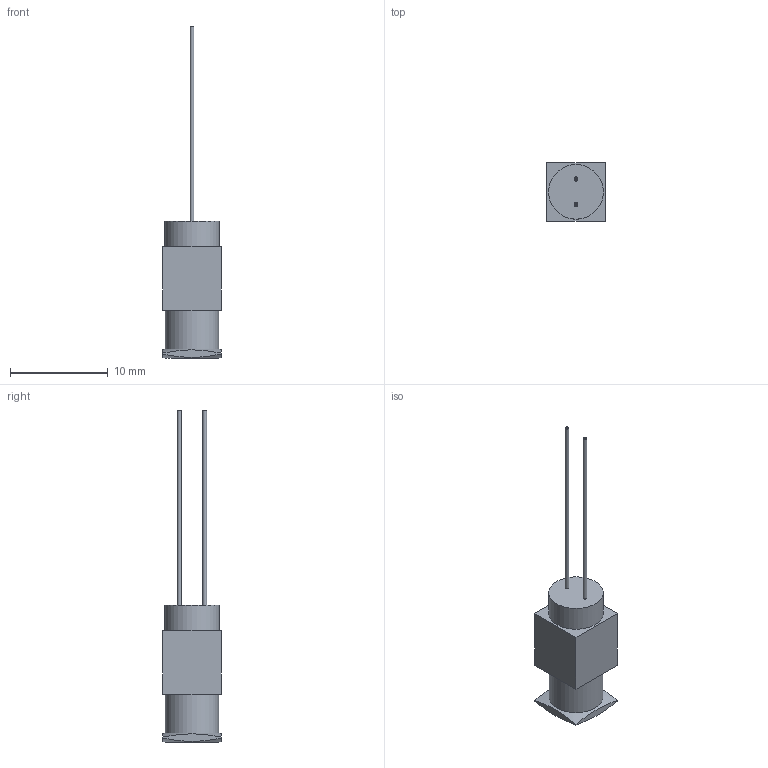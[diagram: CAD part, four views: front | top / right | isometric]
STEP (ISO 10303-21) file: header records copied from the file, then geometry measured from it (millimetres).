
FILE_DESCRIPTION(/* description */ ('Unknown','CAx-IF Rec.Pracs.---Representation and Presentation of Product Manufacturing Information (PMI)---4.0---2014-10-13','CAx-IF Rec.Pracs.---3D Tessellated Geometry---0.4---2014-09-14','2;1'),/* implementation_level */ '2;1');
FILE_NAME(/* name */ '501581_Dosiernadel_Vollmetall',/* time_stamp */ '2024-05-23T10:55:34+02:00',/* author */ ('Unknown'),/* organization */ ('Unknown'),/* preprocessor_version */ 'ST-DEVELOPER v19.4',/* originating_system */ 'Solid Edge',/* authorisation */ 'Unknown');
FILE_SCHEMA (('AP242_MANAGED_MODEL_BASED_3D_ENGINEERING_MIM_LF { 1 0 10303 442 1 1 4 }'));
Length unit declared in the file: millimetre
Products named in the file (1): 501581_Dosiernadel_Vollmetall
Bounding box: 6 x 6 x 34 mm (x, y, z)
Volume: 309.9 mm3; surface area: 574.5 mm2
Topology: 1 solids, 1 shells, 25 faces, 55 edges, 37 vertices
Faces by surface type: plane 15, cylinder 7, cone 3
Full cylindrical faces by diameter (mm): 0.2 x2, 0.4 x2, 3.91 x1, 5.5 x1, 5.6 x1
Entity records: 650 total; most frequent: CARTESIAN_POINT 131, DIRECTION 102, ORIENTED_EDGE 80, EDGE_LOOP 44, FACE_BOUND 44, AXIS2_PLACEMENT_3D 43, EDGE_CURVE 40, VERTEX_POINT 32
